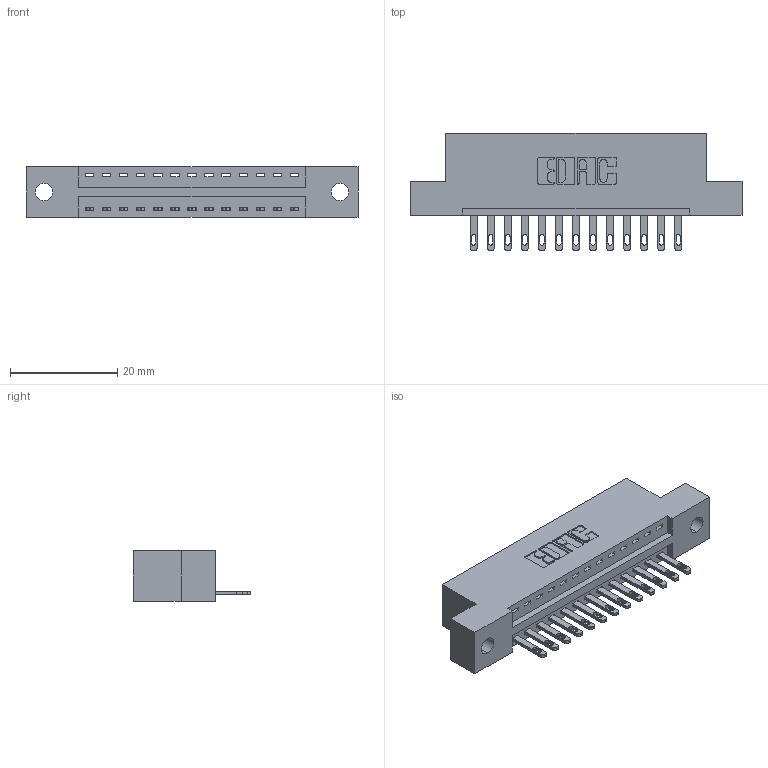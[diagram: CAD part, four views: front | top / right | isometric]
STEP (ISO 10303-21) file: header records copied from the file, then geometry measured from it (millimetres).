
FILE_DESCRIPTION (( 'STEP AP203' ), '1' );
FILE_NAME ('896-013-500-102.STEP', '2021-07-27T14:57:53', ( '' ), ( '' ), 'SwSTEP 2.0', 'SolidWorks 2020', '' );
FILE_SCHEMA (( 'CONFIG_CONTROL_DESIGN' ));
Length unit declared in the file: inch
Products named in the file (3): 896-013-500-102; 345-292-001_345-293-100; 846 Part_Flush Mounting Lugs - 0.128 Dia
Assembly tree (14 placements, depth 2):
  896-013-500-102
    846 Part_Flush Mounting Lugs - 0.128 Dia
    345-292-001_345-293-100  x13
Bounding box: 61.85 x 21.84 x 9.4 mm (x, y, z)
Volume: 5691.9 mm3; surface area: 6560.2 mm2
Topology: 14 solids, 14 shells, 824 faces, 2513 edges, 1674 vertices
Faces by surface type: plane 518, cylinder 306
Entity records: 11905 total; most frequent: CARTESIAN_POINT 2055, ORIENTED_EDGE 2002, DIRECTION 1851, EDGE_CURVE 1001, LINE 813, VECTOR 813, VERTEX_POINT 666, AXIS2_PLACEMENT_3D 519
